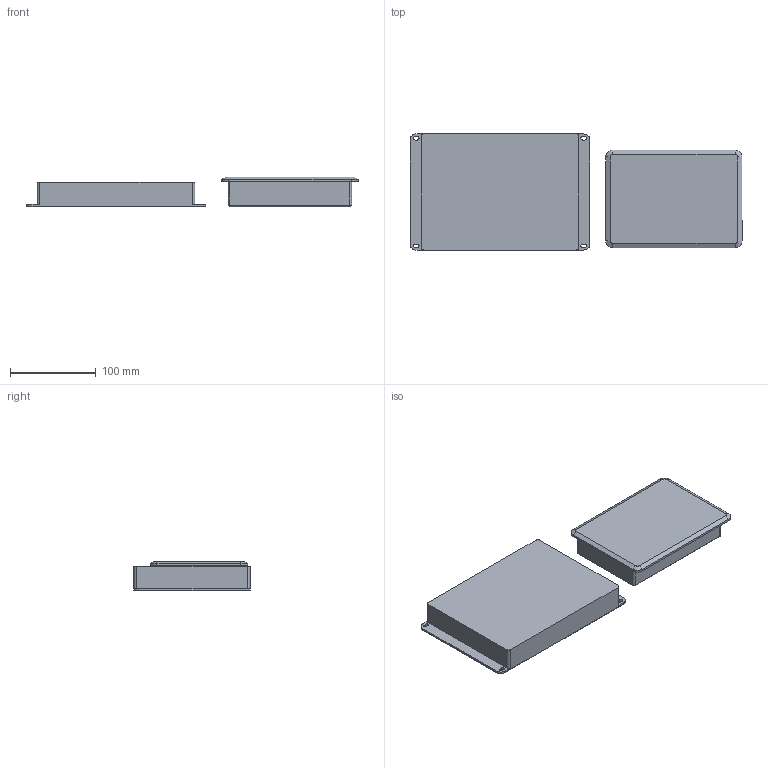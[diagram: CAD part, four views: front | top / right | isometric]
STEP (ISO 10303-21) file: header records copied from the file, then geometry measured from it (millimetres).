
FILE_DESCRIPTION(/* description */ (''),/* implementation_level */ '2;1');
FILE_NAME(/* name */ 'AWC7813-24 Controller 3D Model STEP.step',/* time_stamp */ '2021-05-11T16:34:32-04:00',/* author */ (''),/* organization */ (''),/* preprocessor_version */ 'ST-DEVELOPER v18.1',/* originating_system */ 'Autodesk Translation Framework v10.6.0.1341',/* authorisation */ '');
FILE_SCHEMA (('AUTOMOTIVE_DESIGN { 1 0 10303 214 3 1 1 }'));
Length unit declared in the file: millimetre
Products named in the file (8): Trocen AWC 7824 Controller Panel; Component3; Component6; Component7; Component4; Component5; Component8; DSP Controller
Assembly tree (7 placements, depth 4):
  Trocen AWC 7824 Controller Panel
    Component3
      Component6
        Component7
    Component4
      Component5
        Component8
    DSP Controller
Bounding box: 387.64 x 135.5 x 35 mm (x, y, z)
Volume: 1312082.2 mm3; surface area: 164254.7 mm2
Topology: 3 solids, 3 shells, 95 faces, 232 edges, 140 vertices
Faces by surface type: plane 47, cylinder 32, cone 12, torus 4
Entity records: 2950 total; most frequent: DIRECTION 524, CARTESIAN_POINT 478, ORIENTED_EDGE 456, EDGE_CURVE 228, AXIS2_PLACEMENT_3D 186, LINE 152, VECTOR 152, VERTEX_POINT 140
